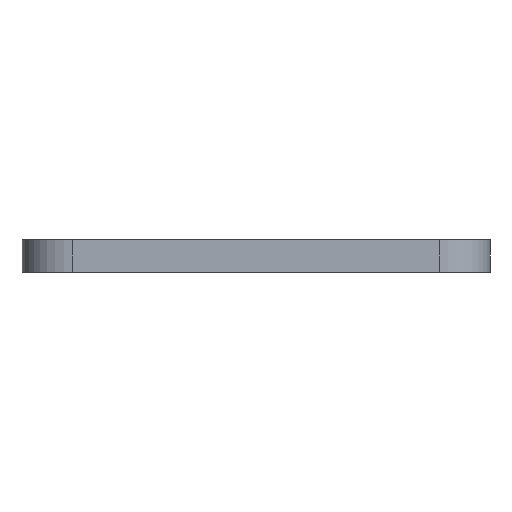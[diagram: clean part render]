
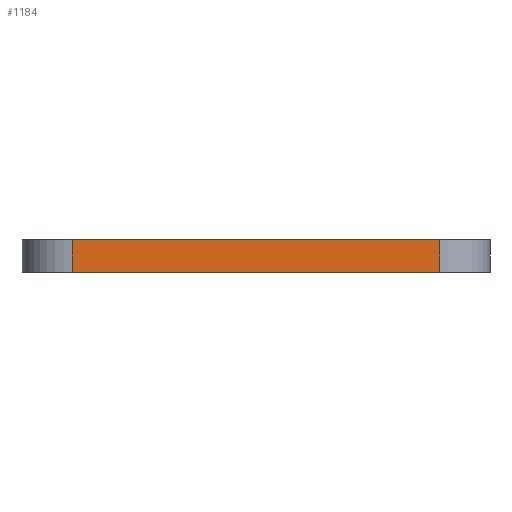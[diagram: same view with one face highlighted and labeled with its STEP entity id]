
A CAD part, front view. The second image highlights one B-rep face of the part: STEP entity #1184.
In plain terms, the highlighted planar face has unit normal (0, -1, 0).
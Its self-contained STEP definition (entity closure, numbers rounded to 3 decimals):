
#130=ORIENTED_EDGE('',*,*,#489,.F.);
#131=ORIENTED_EDGE('',*,*,#452,.F.);
#132=ORIENTED_EDGE('',*,*,#490,.F.);
#133=ORIENTED_EDGE('',*,*,#491,.F.);
#452=EDGE_CURVE('',#632,#633,#745,.T.);
#489=EDGE_CURVE('',#633,#668,#770,.T.);
#490=EDGE_CURVE('',#669,#632,#771,.T.);
#491=EDGE_CURVE('',#668,#669,#772,.T.);
#632=VERTEX_POINT('',#1751);
#633=VERTEX_POINT('',#1753);
#668=VERTEX_POINT('',#1827);
#669=VERTEX_POINT('',#1829);
#745=LINE('',#1752,#889);
#770=LINE('',#1826,#914);
#771=LINE('',#1828,#915);
#772=LINE('',#1830,#916);
#889=VECTOR('',#1392,1000.);
#914=VECTOR('',#1445,1000.);
#915=VECTOR('',#1446,1000.);
#916=VECTOR('',#1447,1000.);
#1016=EDGE_LOOP('',(#130,#131,#132,#133));
#1078=FACE_BOUND('',#1016,.T.);
#1139=PLANE('',#1278);
#1184=ADVANCED_FACE('',(#1078),#1139,.T.);
#1278=AXIS2_PLACEMENT_3D('',#1825,#1443,#1444);
#1392=DIRECTION('',(-1.,0.,0.));
#1443=DIRECTION('',(0.,-1.,0.));
#1444=DIRECTION('',(1.,0.,0.));
#1445=DIRECTION('',(0.,0.,1.));
#1446=DIRECTION('',(0.,0.,-1.));
#1447=DIRECTION('',(1.,0.,0.));
#1751=CARTESIAN_POINT('',(8.541,32.302,1.595));
#1752=CARTESIAN_POINT('',(10.421,32.302,1.595));
#1753=CARTESIAN_POINT('',(-5.199,32.302,1.595));
#1825=CARTESIAN_POINT('',(-7.079,32.302,1.595));
#1826=CARTESIAN_POINT('',(-5.199,32.302,1.595));
#1827=CARTESIAN_POINT('',(-5.199,32.302,2.795));
#1828=CARTESIAN_POINT('',(8.541,32.302,1.595));
#1829=CARTESIAN_POINT('',(8.541,32.302,2.795));
#1830=CARTESIAN_POINT('',(10.421,32.302,2.795));
